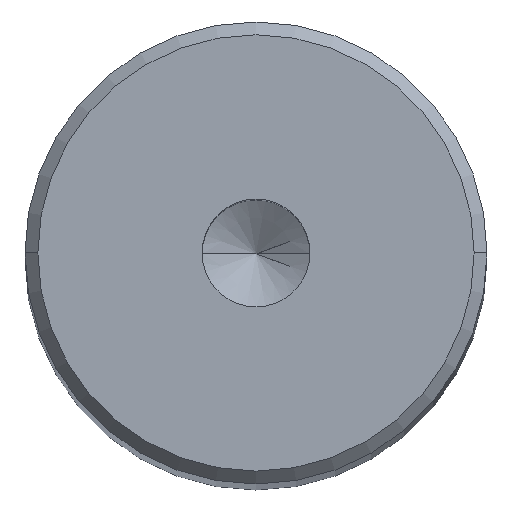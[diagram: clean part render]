
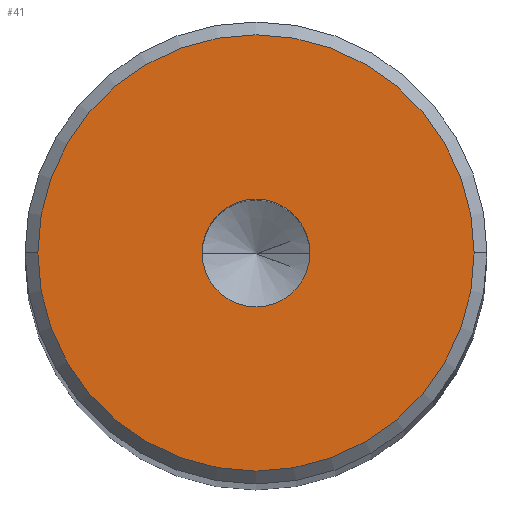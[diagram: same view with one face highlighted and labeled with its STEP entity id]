
A CAD part, top view. The second image highlights one B-rep face of the part: STEP entity #41.
In plain terms, the highlighted planar face has unit normal (0, 0, 1).
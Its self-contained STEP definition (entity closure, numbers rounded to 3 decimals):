
#17 = ORIENTED_EDGE ( 'NONE', *, *, #479, .F. ) ;
#38 = CARTESIAN_POINT ( 'NONE',  ( 0., 0., 0. ) ) ;
#41 = ADVANCED_FACE ( 'NONE', ( #346, #130 ), #71, .T. ) ;
#48 = VERTEX_POINT ( 'NONE', #478 ) ;
#70 = CARTESIAN_POINT ( 'NONE',  ( 0., 0., 0. ) ) ;
#71 = PLANE ( 'NONE',  #532 ) ;
#116 = VERTEX_POINT ( 'NONE', #397 ) ;
#118 = EDGE_LOOP ( 'NONE', ( #17, #203 ) ) ;
#128 = EDGE_CURVE ( 'NONE', #187, #309, #407, .T. ) ;
#130 = FACE_OUTER_BOUND ( 'NONE', #160, .T. ) ;
#160 = EDGE_LOOP ( 'NONE', ( #353, #290 ) ) ;
#166 = CARTESIAN_POINT ( 'NONE',  ( 0., 0., 0. ) ) ;
#171 = DIRECTION ( 'NONE',  ( 0., 0., 1. ) ) ;
#187 = VERTEX_POINT ( 'NONE', #376 ) ;
#203 = ORIENTED_EDGE ( 'NONE', *, *, #467, .F. ) ;
#212 = DIRECTION ( 'NONE',  ( 1., 0., 0. ) ) ;
#215 = CARTESIAN_POINT ( 'NONE',  ( 0., 0., 0. ) ) ;
#241 = AXIS2_PLACEMENT_3D ( 'NONE', #70, #294, #580 ) ;
#247 = CARTESIAN_POINT ( 'NONE',  ( 0., 0., 0. ) ) ;
#290 = ORIENTED_EDGE ( 'NONE', *, *, #128, .T. ) ;
#292 = CARTESIAN_POINT ( 'NONE',  ( -8.5, 0., 0. ) ) ;
#294 = DIRECTION ( 'NONE',  ( 0., 0., 1. ) ) ;
#304 = DIRECTION ( 'NONE',  ( 0., 0., 1. ) ) ;
#309 = VERTEX_POINT ( 'NONE', #292 ) ;
#326 = AXIS2_PLACEMENT_3D ( 'NONE', #247, #509, #424 ) ;
#336 = CIRCLE ( 'NONE', #326, 8.5 ) ;
#342 = DIRECTION ( 'NONE',  ( 0., 0., 1. ) ) ;
#346 = FACE_BOUND ( 'NONE', #118, .T. ) ;
#348 = CIRCLE ( 'NONE', #241, 2.1 ) ;
#353 = ORIENTED_EDGE ( 'NONE', *, *, #359, .T. ) ;
#355 = DIRECTION ( 'NONE',  ( 1., 0., 0. ) ) ;
#359 = EDGE_CURVE ( 'NONE', #309, #187, #336, .T. ) ;
#363 = CIRCLE ( 'NONE', #511, 2.1 ) ;
#376 = CARTESIAN_POINT ( 'NONE',  ( 8.5, 0., 0. ) ) ;
#397 = CARTESIAN_POINT ( 'NONE',  ( -2.1, 0., 0. ) ) ;
#407 = CIRCLE ( 'NONE', #484, 8.5 ) ;
#424 = DIRECTION ( 'NONE',  ( 1., 0., 0. ) ) ;
#467 = EDGE_CURVE ( 'NONE', #116, #48, #363, .T. ) ;
#478 = CARTESIAN_POINT ( 'NONE',  ( 2.1, 0., 0. ) ) ;
#479 = EDGE_CURVE ( 'NONE', #48, #116, #348, .T. ) ;
#484 = AXIS2_PLACEMENT_3D ( 'NONE', #215, #171, #355 ) ;
#485 = DIRECTION ( 'NONE',  ( 1., 0., 0. ) ) ;
#509 = DIRECTION ( 'NONE',  ( 0., 0., 1. ) ) ;
#511 = AXIS2_PLACEMENT_3D ( 'NONE', #38, #342, #212 ) ;
#532 = AXIS2_PLACEMENT_3D ( 'NONE', #166, #304, #485 ) ;
#580 = DIRECTION ( 'NONE',  ( 1., 0., 0. ) ) ;
